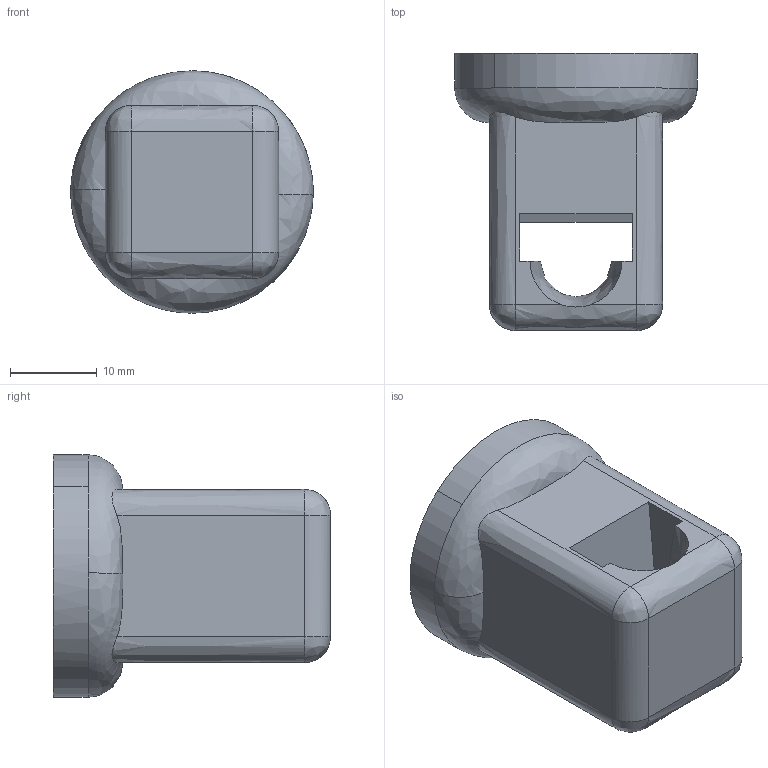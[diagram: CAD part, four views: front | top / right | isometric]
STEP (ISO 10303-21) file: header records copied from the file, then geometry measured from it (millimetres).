
FILE_DESCRIPTION((''),'2;1');
FILE_NAME('','2006-10-31T07:54:43',(''),(''),'','CADfix','');
FILE_SCHEMA(('AUTOMOTIVE_DESIGN'));
Length unit declared in the file: millimetre
Products named in the file (1): guide
Bounding box: 27.99 x 32 x 28 mm (x, y, z)
Volume: 10195.3 mm3; surface area: 4504 mm2
Topology: 1 solids, 1 shells, 38 faces, 109 edges, 74 vertices
Faces by surface type: bspline 38
Entity records: 1635 total; most frequent: CARTESIAN_POINT 1024, ORIENTED_EDGE 218, EDGE_CURVE 109, VERTEX_POINT 74, QUASI_UNIFORM_CURVE 41, EDGE_LOOP 41, FACE_OUTER_BOUND 38, ADVANCED_FACE 38
